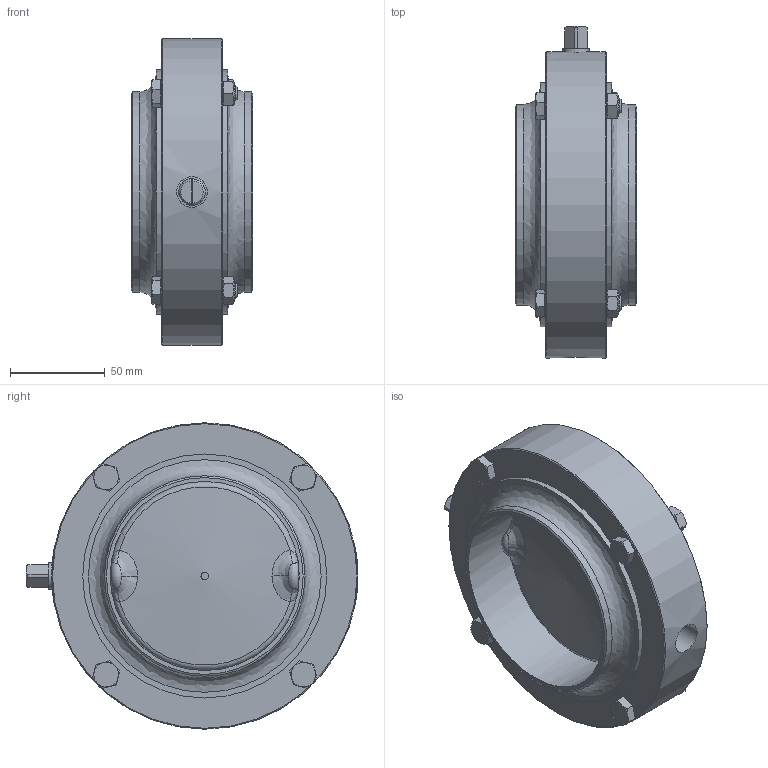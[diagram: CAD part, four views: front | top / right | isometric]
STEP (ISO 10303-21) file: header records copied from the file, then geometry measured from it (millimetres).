
FILE_DESCRIPTION((''),'2;1');
FILE_NAME('52200100X130.stp','2010-10-29T09:01:03',('Creator'),(''),'Autodesk Inventor 2010','Autodesk Inventor 2010','');
FILE_SCHEMA(('AUTOMOTIVE_DESIGN { 1 0 10303 214 1 1 1 1 }'));
Length unit declared in the file: millimetre
Products named in the file (1): 52200100X130
Bounding box: 64 x 175.5 x 162 mm (x, y, z)
Volume: 540798.7 mm3; surface area: 100735.6 mm2
Topology: 1 solids, 5 shells, 220 faces, 520 edges, 331 vertices
Faces by surface type: plane 98, cone 54, cylinder 42, bspline 18, torus 8
Full cylindrical faces by diameter (mm): 4.134 x1, 7.323 x4, 8 x8, 8.5 x4, 11.4 x4, 14 x2, 16.2 x2, 100 x2, 106 x2, 129 x2, 162 x1
Entity records: 7837 total; most frequent: CARTESIAN_POINT 3490, ORIENTED_EDGE 878, DIRECTION 832, EDGE_CURVE 439, AXIS2_PLACEMENT_3D 366, EDGE_LOOP 312, VERTEX_POINT 311, FACE_OUTER_BOUND 219
